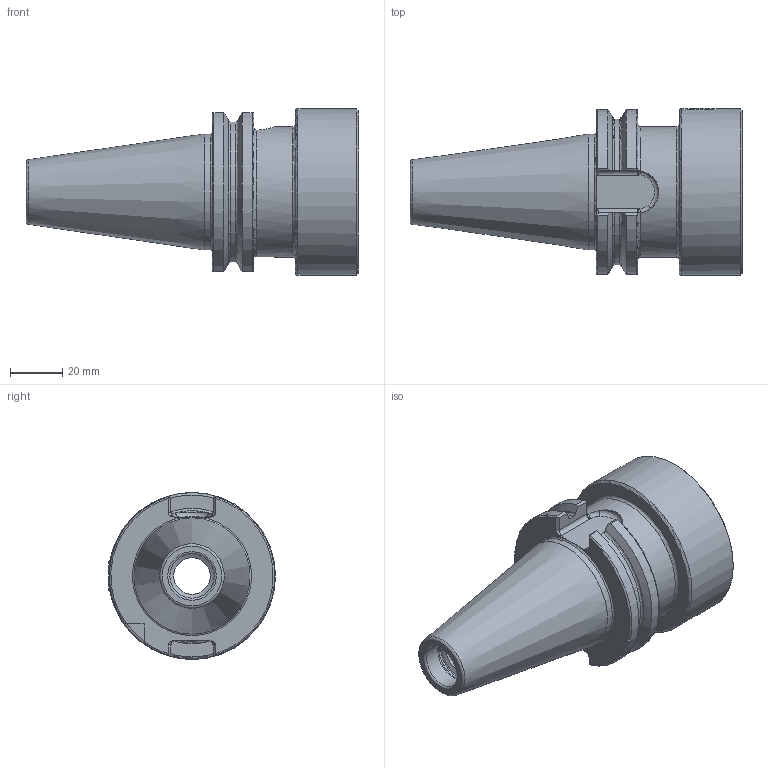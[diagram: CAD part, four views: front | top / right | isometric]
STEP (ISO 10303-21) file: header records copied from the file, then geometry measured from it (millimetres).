
FILE_DESCRIPTION (( 'STEP AP214' ), '1' );
FILE_NAME ('SK4.ST6.K01.059.STEP', '2020-04-15T11:46:20', ( '' ), ( '' ), 'SwSTEP 2.0', 'SolidWorks 2017', '' );
FILE_SCHEMA (( 'AUTOMOTIVE_DESIGN' ));
Length unit declared in the file: millimetre
Products named in the file (3): ST6-ER1.001.018_A; SK4.ST6.K01.059; SK4-ST6.K01.059_B
Assembly tree (2 placements, depth 2):
  SK4.ST6.K01.059
    SK4-ST6.K01.059_B
    ST6-ER1.001.018_A
Bounding box: 127.25 x 64 x 64 mm (x, y, z)
Volume: 144906.3 mm3; surface area: 37278 mm2
Topology: 2 solids, 2 shells, 149 faces, 382 edges, 238 vertices
Faces by surface type: plane 58, cylinder 37, torus 29, cone 19, bspline 6
Full cylindrical faces by diameter (mm): 6 x1, 11 x1, 12 x1, 14 x1, 17 x1, 17.45 x1, 28 x1, 34 x1, 36 x1, 37 x1, 44.45 x1, 50 x1, 64 x1
Entity records: 5179 total; most frequent: CARTESIAN_POINT 1771, ORIENTED_EDGE 668, DIRECTION 646, EDGE_CURVE 334, AXIS2_PLACEMENT_3D 261, VERTEX_POINT 227, EDGE_LOOP 191, FACE_OUTER_BOUND 172
